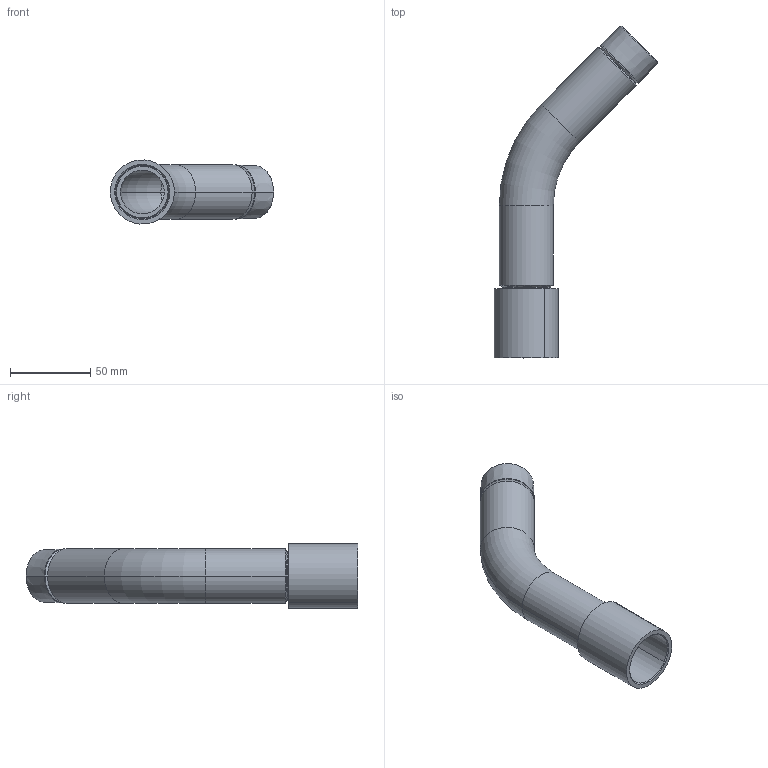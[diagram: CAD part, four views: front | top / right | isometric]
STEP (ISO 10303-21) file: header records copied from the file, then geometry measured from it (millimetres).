
FILE_DESCRIPTION (( 'STEP AP203' ), '1' );
FILE_NAME ('11-0225-06_outokumpu.step', '2015-08-12T08:00:29', ( '' ), ( '' ), 'SwSTEP 2.0', 'SolidWorks 2008', '' );
FILE_SCHEMA (( 'CONFIG_CONTROL_DESIGN' ));
Length unit declared in the file: millimetre
Products named in the file (3): nut-11-0225-06_outokumpu_nut-11-0225-06_outokumpu; bend-11-0225-26_outokumpu_bend-11-0225-26_outokumpu; 11-0225-06_outokumpu
Assembly tree (2 placements, depth 2):
  11-0225-06_outokumpu
    bend-11-0225-26_outokumpu_bend-11-0225-26_outokumpu
    nut-11-0225-06_outokumpu_nut-11-0225-06_outokumpu
Bounding box: 101.79 x 206.85 x 39.89 mm (x, y, z)
Volume: 75558.3 mm3; surface area: 49104.2 mm2
Topology: 2 solids, 2 shells, 50 faces, 104 edges, 58 vertices
Faces by surface type: cone 18, cylinder 16, torus 12, plane 4
Entity records: 1639 total; most frequent: DIRECTION 284, CARTESIAN_POINT 217, ORIENTED_EDGE 208, AXIS2_PLACEMENT_3D 125, EDGE_CURVE 104, CIRCLE 70, VERTEX_POINT 58, EDGE_LOOP 54
